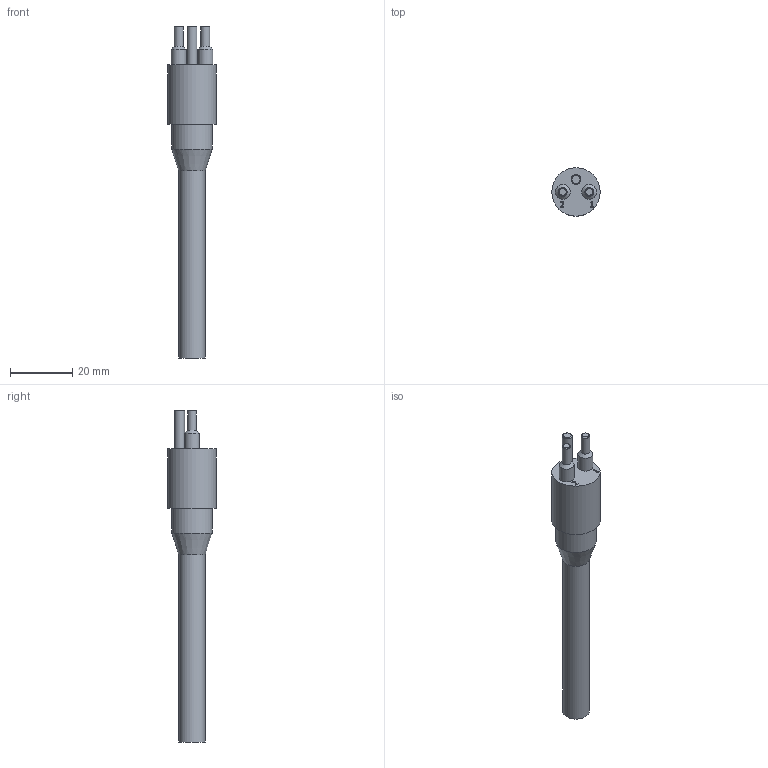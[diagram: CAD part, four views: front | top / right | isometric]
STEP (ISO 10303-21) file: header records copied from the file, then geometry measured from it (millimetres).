
FILE_DESCRIPTION(/* description */ (''),/* implementation_level */ '2;1');
FILE_NAME(/* name */ 'MCIL2M.stp',/* time_stamp */ '2014-11-26T09:29:17+01:00',/* author */ ('sh'),/* organization */ (''),/* preprocessor_version */ 'ST-DEVELOPER v15.2',/* originating_system */ 'Autodesk Inventor 2014',/* authorisation */ '');
FILE_SCHEMA (('AUTOMOTIVE_DESIGN { 1 0 10303 214 3 1 1 }'));
Length unit declared in the file: millimetre
Products named in the file (1): MCIL2M
Bounding box: 15.5 x 15.5 x 106.5 mm (x, y, z)
Volume: 9079.7 mm3; surface area: 3800.8 mm2
Topology: 1 solids, 1 shells, 50 faces, 119 edges, 77 vertices
Faces by surface type: plane 24, bspline 12, cylinder 8, cone 6
Full cylindrical faces by diameter (mm): 2.8 x2, 3.2 x1, 4.8 x2, 8.5 x1, 13 x1, 15.5 x1
Entity records: 1491 total; most frequent: CARTESIAN_POINT 385, ORIENTED_EDGE 206, DIRECTION 176, EDGE_CURVE 103, VERTEX_POINT 75, EDGE_LOOP 70, LINE 60, VECTOR 60
